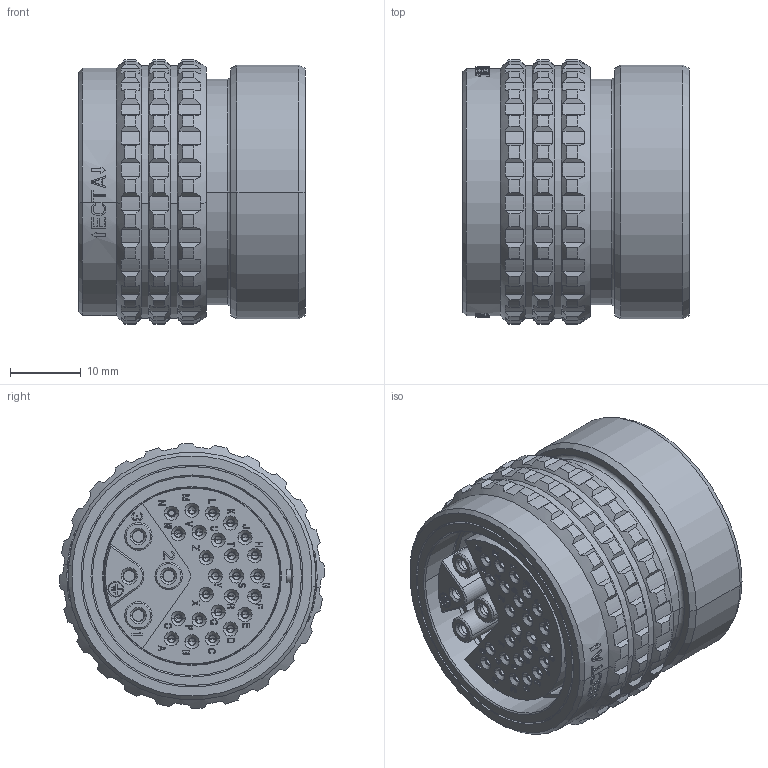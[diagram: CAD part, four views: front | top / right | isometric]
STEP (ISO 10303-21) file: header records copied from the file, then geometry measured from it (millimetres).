
FILE_DESCRIPTION((''),'2;1');
FILE_NAME('1331M529MS','2024-07-24T08:53:37',('paultorloting'),('NET AG system integration'),'CREO PARAMETRIC BY PTC INC, 2021404','CREO PARAMETRIC BY PTC INC, 2021404','');
FILE_SCHEMA(('AUTOMOTIVE_DESIGN { 1 0 10303 214 1 1 1 1 }'));
Length unit declared in the file: millimetre
Products named in the file (1): 1331M529MS
Bounding box: 32 x 37.5 x 37.5 mm (x, y, z)
Volume: 20141.6 mm3; surface area: 19376.8 mm2
Topology: 1 solids, 27 shells, 3562 faces, 9193 edges, 5952 vertices
Faces by surface type: plane 2217, cylinder 902, cone 250, torus 163, bspline 20, sphere 10
Entity records: 140171 total; most frequent: CARTESIAN_POINT 28548, ORIENTED_EDGE 18278, DIRECTION 17800, EDGE_CURVE 9139, VECTOR 5967, LINE 5967, VERTEX_POINT 5952, AXIS2_PLACEMENT_3D 5915
